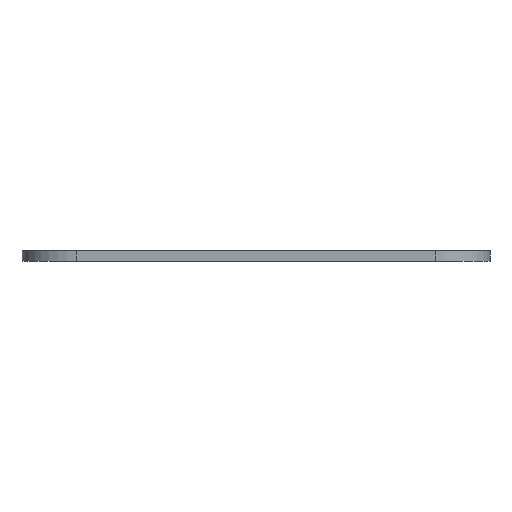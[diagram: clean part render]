
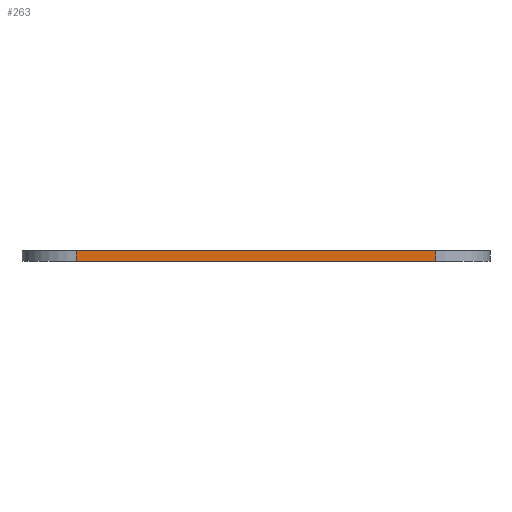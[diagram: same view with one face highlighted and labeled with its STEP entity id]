
A CAD part, left-side view. The second image highlights one B-rep face of the part: STEP entity #263.
In plain terms, the highlighted planar face has unit normal (-1, 0, 0).
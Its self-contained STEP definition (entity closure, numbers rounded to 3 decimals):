
#227=FACE_OUTER_BOUND('',#389,.T.);
#263=ADVANCED_FACE('',(#227),#292,.T.);
#292=PLANE('',#1895);
#389=EDGE_LOOP('',(#635,#636,#637,#638));
#635=ORIENTED_EDGE('',*,*,#941,.T.);
#636=ORIENTED_EDGE('',*,*,#940,.T.);
#637=ORIENTED_EDGE('',*,*,#881,.T.);
#638=ORIENTED_EDGE('',*,*,#942,.F.);
#749=VERTEX_POINT('',#2569);
#755=VERTEX_POINT('',#2581);
#805=VERTEX_POINT('',#2775);
#807=VERTEX_POINT('',#2781);
#881=EDGE_CURVE('',#749,#755,#1383,.T.);
#940=EDGE_CURVE('',#805,#749,#1426,.T.);
#941=EDGE_CURVE('',#807,#805,#1427,.T.);
#942=EDGE_CURVE('',#807,#755,#1428,.T.);
#1383=LINE('',#2582,#1563);
#1426=LINE('',#2778,#1606);
#1427=LINE('',#2780,#1607);
#1428=LINE('',#2782,#1608);
#1563=VECTOR('',#2088,1.);
#1606=VECTOR('',#2209,1.);
#1607=VECTOR('',#2212,1.);
#1608=VECTOR('',#2213,1.);
#1895=AXIS2_PLACEMENT_3D('',#2783,#2214,#2215);
#2088=DIRECTION('',(0.,1.,0.));
#2209=DIRECTION('',(0.,0.,1.));
#2212=DIRECTION('',(0.,-1.,0.));
#2213=DIRECTION('',(0.,0.,1.));
#2214=DIRECTION('',(-1.,0.,0.));
#2215=DIRECTION('',(0.,-1.,0.));
#2569=CARTESIAN_POINT('',(-40.,-16.65,1.));
#2581=CARTESIAN_POINT('',(-40.,16.65,1.));
#2582=CARTESIAN_POINT('',(-40.,-16.65,1.));
#2775=CARTESIAN_POINT('',(-40.,-16.65,0.));
#2778=CARTESIAN_POINT('',(-40.,-16.65,0.));
#2780=CARTESIAN_POINT('',(-40.,16.65,0.));
#2781=CARTESIAN_POINT('',(-40.,16.65,0.));
#2782=CARTESIAN_POINT('',(-40.,16.65,0.));
#2783=CARTESIAN_POINT('',(-40.,16.65,0.));
